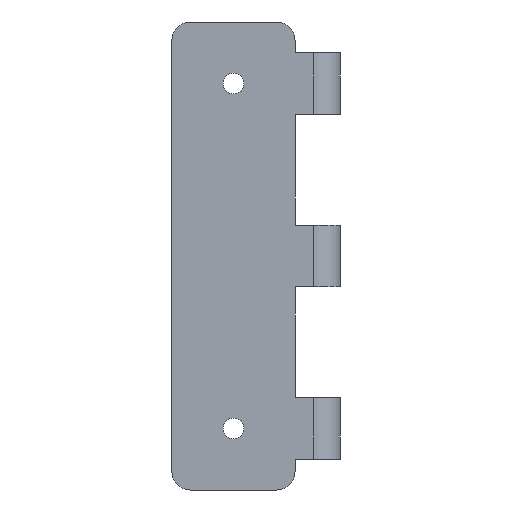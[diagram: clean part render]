
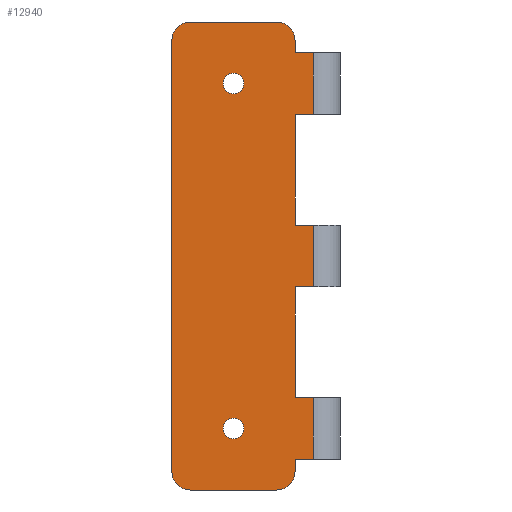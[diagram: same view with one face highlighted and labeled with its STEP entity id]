
A CAD part, left-side view. The second image highlights one B-rep face of the part: STEP entity #12940.
In plain terms, the highlighted planar face has unit normal (-1, 0, 0).
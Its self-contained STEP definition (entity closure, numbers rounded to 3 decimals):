
#480=CARTESIAN_POINT('',(0.,11.,-336.));
#490=DIRECTION('',(0.,0.,-1.));
#500=VECTOR('',#490,1.);
#510=LINE('',#480,#500);
#520=CARTESIAN_POINT('',(0.,11.,-318.5));
#530=VERTEX_POINT('',#520);
#540=CARTESIAN_POINT('',(0.,11.,-321.5));
#550=VERTEX_POINT('',#540);
#560=EDGE_CURVE('',#530,#550,#510,.T.);
#1360=CARTESIAN_POINT('',(0.,6.5,-276.5));
#1370=VERTEX_POINT('',#1360);
#1400=CARTESIAN_POINT('',(0.,6.5,-294.));
#1410=DIRECTION('',(0.,0.,1.));
#1420=VECTOR('',#1410,1.);
#1430=LINE('',#1400,#1420);
#1440=CARTESIAN_POINT('',(0.,6.5,-261.5));
#1450=VERTEX_POINT('',#1440);
#1460=EDGE_CURVE('',#1370,#1450,#1430,.T.);
#1630=CARTESIAN_POINT('',(0.,36.5,-321.5));
#1640=DIRECTION('',(-1.,0.,0.));
#1650=DIRECTION('',(0.,1.,0.));
#1660=AXIS2_PLACEMENT_3D('',#1630,#1640,#1650);
#1670=CIRCLE('',#1660,4.5);
#1680=CARTESIAN_POINT('',(0.,41.,-321.5));
#1690=VERTEX_POINT('',#1680);
#1700=CARTESIAN_POINT('',(0.,36.5,-326.));
#1710=VERTEX_POINT('',#1700);
#1720=EDGE_CURVE('',#1690,#1710,#1670,.T.);
#2090=CARTESIAN_POINT('',(0.,11.,-303.5));
#2100=VERTEX_POINT('',#2090);
#2150=CARTESIAN_POINT('',(0.,11.,-294.));
#2160=DIRECTION('',(0.,0.,-1.));
#2170=VECTOR('',#2160,1.);
#2180=LINE('',#2150,#2170);
#2190=CARTESIAN_POINT('',(0.,11.,-276.5));
#2200=VERTEX_POINT('',#2190);
#2210=EDGE_CURVE('',#2200,#2100,#2180,.T.);
#2460=CARTESIAN_POINT('',(0.,0.,-326.));
#2470=DIRECTION('',(0.,1.,0.));
#2480=VECTOR('',#2470,1.);
#2490=LINE('',#2460,#2480);
#2500=CARTESIAN_POINT('',(0.,15.5,-326.));
#2510=VERTEX_POINT('',#2500);
#2520=EDGE_CURVE('',#2510,#1710,#2490,.T.);
#2840=CARTESIAN_POINT('',(0.,15.5,-321.5));
#2850=DIRECTION('',(1.,0.,0.));
#2860=DIRECTION('',(0.,-1.,0.));
#2870=AXIS2_PLACEMENT_3D('',#2840,#2850,#2860);
#2880=CIRCLE('',#2870,4.5);
#2890=EDGE_CURVE('',#550,#2510,#2880,.T.);
#3040=CARTESIAN_POINT('',(0.,26.,-313.5));
#3050=VERTEX_POINT('',#3040);
#3230=CARTESIAN_POINT('',(0.,26.,-308.5));
#3240=VERTEX_POINT('',#3230);
#3270=CARTESIAN_POINT('',(0.,26.,-311.));
#3280=DIRECTION('',(1.,0.,0.));
#3290=DIRECTION('',(0.,0.,-1.));
#3300=AXIS2_PLACEMENT_3D('',#3270,#3280,#3290);
#3310=CIRCLE('',#3300,2.5);
#3320=EDGE_CURVE('',#3240,#3050,#3310,.T.);
#3570=CARTESIAN_POINT('',(0.,6.5,-234.5));
#3580=VERTEX_POINT('',#3570);
#3610=CARTESIAN_POINT('',(0.,6.5,-252.));
#3620=DIRECTION('',(0.,0.,1.));
#3630=VECTOR('',#3620,1.);
#3640=LINE('',#3610,#3630);
#3650=CARTESIAN_POINT('',(0.,6.5,-219.5));
#3660=VERTEX_POINT('',#3650);
#3670=EDGE_CURVE('',#3580,#3660,#3640,.T.);
#3990=CARTESIAN_POINT('',(0.,6.5,-318.5));
#4000=VERTEX_POINT('',#3990);
#4030=CARTESIAN_POINT('',(0.,6.5,-336.));
#4040=DIRECTION('',(0.,0.,1.));
#4050=VECTOR('',#4040,1.);
#4060=LINE('',#4030,#4050);
#4070=CARTESIAN_POINT('',(0.,6.5,-303.5));
#4080=VERTEX_POINT('',#4070);
#4090=EDGE_CURVE('',#4000,#4080,#4060,.T.);
#6310=CARTESIAN_POINT('',(0.,11.,-234.5));
#6320=VERTEX_POINT('',#6310);
#6350=CARTESIAN_POINT('',(0.,0.,-234.5));
#6360=DIRECTION('',(0.,1.,0.));
#6370=VECTOR('',#6360,1.);
#6380=LINE('',#6350,#6370);
#6390=EDGE_CURVE('',#3580,#6320,#6380,.T.);
#6680=CARTESIAN_POINT('',(0.,11.,-261.5));
#6690=VERTEX_POINT('',#6680);
#6720=CARTESIAN_POINT('',(0.,11.,-252.));
#6730=DIRECTION('',(0.,0.,-1.));
#6740=VECTOR('',#6730,1.);
#6750=LINE('',#6720,#6740);
#6760=EDGE_CURVE('',#6320,#6690,#6750,.T.);
#7990=CARTESIAN_POINT('',(0.,0.,-219.5));
#8000=DIRECTION('',(0.,-1.,0.));
#8010=VECTOR('',#8000,1.);
#8020=LINE('',#7990,#8010);
#8030=CARTESIAN_POINT('',(0.,11.,-219.5));
#8040=VERTEX_POINT('',#8030);
#8050=EDGE_CURVE('',#8040,#3660,#8020,.T.);
#8860=CARTESIAN_POINT('',(0.,0.,-318.5));
#8870=DIRECTION('',(0.,1.,0.));
#8880=VECTOR('',#8870,1.);
#8890=LINE('',#8860,#8880);
#8900=EDGE_CURVE('',#4000,#530,#8890,.T.);
#9460=CARTESIAN_POINT('',(0.,0.,-303.5));
#9470=DIRECTION('',(0.,-1.,0.));
#9480=VECTOR('',#9470,1.);
#9490=LINE('',#9460,#9480);
#9500=EDGE_CURVE('',#2100,#4080,#9490,.T.);
#9690=CARTESIAN_POINT('',(0.,36.5,-212.));
#9700=VERTEX_POINT('',#9690);
#9780=CARTESIAN_POINT('',(0.,15.5,-212.));
#9790=VERTEX_POINT('',#9780);
#9820=CARTESIAN_POINT('',(-0.,0.,-212.));
#9830=DIRECTION('',(-0.,-1.,0.));
#9840=VECTOR('',#9830,1.);
#9850=LINE('',#9820,#9840);
#9860=EDGE_CURVE('',#9700,#9790,#9850,.T.);
#10000=CARTESIAN_POINT('',(0.,26.,-229.5));
#10010=VERTEX_POINT('',#10000);
#10090=CARTESIAN_POINT('',(0.,26.,-224.5));
#10100=VERTEX_POINT('',#10090);
#10130=CARTESIAN_POINT('',(0.,26.,-227.));
#10140=DIRECTION('',(1.,0.,0.));
#10150=DIRECTION('',(0.,0.,-1.));
#10160=AXIS2_PLACEMENT_3D('',#10130,#10140,#10150);
#10170=CIRCLE('',#10160,2.5);
#10180=EDGE_CURVE('',#10100,#10010,#10170,.T.);
#10280=EDGE_CURVE('',#3050,#3240,#3310,.T.);
#10410=EDGE_CURVE('',#10010,#10100,#10170,.T.);
#10560=CARTESIAN_POINT('',(0.,11.,-210.));
#10570=DIRECTION('',(0.,0.,-1.));
#10580=VECTOR('',#10570,1.);
#10590=LINE('',#10560,#10580);
#10600=CARTESIAN_POINT('',(0.,11.,-216.5));
#10610=VERTEX_POINT('',#10600);
#10620=EDGE_CURVE('',#10610,#8040,#10590,.T.);
#10870=CARTESIAN_POINT('',(0.,0.,-261.5));
#10880=DIRECTION('',(0.,-1.,0.));
#10890=VECTOR('',#10880,1.);
#10900=LINE('',#10870,#10890);
#10910=EDGE_CURVE('',#6690,#1450,#10900,.T.);
#11840=CARTESIAN_POINT('',(0.,41.,-126.));
#11850=DIRECTION('',(0.,0.,-1.));
#11860=VECTOR('',#11850,1.);
#11870=LINE('',#11840,#11860);
#11880=CARTESIAN_POINT('',(0.,41.,-216.5));
#11890=VERTEX_POINT('',#11880);
#11900=EDGE_CURVE('',#11890,#1690,#11870,.T.);
#12170=CARTESIAN_POINT('',(0.,0.,-276.5));
#12180=DIRECTION('',(0.,1.,0.));
#12190=VECTOR('',#12180,1.);
#12200=LINE('',#12170,#12190);
#12210=EDGE_CURVE('',#1370,#2200,#12200,.T.);
#12470=CARTESIAN_POINT('',(0.,6.5,-126.));
#12480=DIRECTION('',(-1.,0.,0.));
#12490=DIRECTION('',(0.,1.,0.));
#12500=AXIS2_PLACEMENT_3D('',#12470,#12480,#12490);
#12510=PLANE('',#12500);
#12520=ORIENTED_EDGE('',*,*,#10410,.T.);
#12530=ORIENTED_EDGE('',*,*,#10180,.T.);
#12540=EDGE_LOOP('',(#12530,#12520));
#12550=FACE_BOUND('',#12540,.T.);
#12560=ORIENTED_EDGE('',*,*,#10280,.T.);
#12570=ORIENTED_EDGE('',*,*,#3320,.T.);
#12580=EDGE_LOOP('',(#12570,#12560));
#12590=FACE_BOUND('',#12580,.T.);
#12600=ORIENTED_EDGE('',*,*,#1720,.T.);
#12610=ORIENTED_EDGE('',*,*,#11900,.T.);
#12620=CARTESIAN_POINT('',(0.,36.5,-216.5));
#12630=DIRECTION('',(1.,0.,0.));
#12640=DIRECTION('',(0.,-1.,0.));
#12650=AXIS2_PLACEMENT_3D('',#12620,#12630,#12640);
#12660=CIRCLE('',#12650,4.5);
#12670=EDGE_CURVE('',#11890,#9700,#12660,.T.);
#12680=ORIENTED_EDGE('',*,*,#12670,.F.);
#12690=ORIENTED_EDGE('',*,*,#9860,.F.);
#12700=CARTESIAN_POINT('',(0.,15.5,-216.5));
#12710=DIRECTION('',(-1.,0.,0.));
#12720=DIRECTION('',(0.,1.,0.));
#12730=AXIS2_PLACEMENT_3D('',#12700,#12710,#12720);
#12740=CIRCLE('',#12730,4.5);
#12750=EDGE_CURVE('',#10610,#9790,#12740,.T.);
#12760=ORIENTED_EDGE('',*,*,#12750,.T.);
#12770=ORIENTED_EDGE('',*,*,#10620,.F.);
#12780=ORIENTED_EDGE('',*,*,#8050,.F.);
#12790=ORIENTED_EDGE('',*,*,#3670,.T.);
#12800=ORIENTED_EDGE('',*,*,#6390,.F.);
#12810=ORIENTED_EDGE('',*,*,#6760,.F.);
#12820=ORIENTED_EDGE('',*,*,#10910,.F.);
#12830=ORIENTED_EDGE('',*,*,#1460,.T.);
#12840=ORIENTED_EDGE('',*,*,#12210,.F.);
#12850=ORIENTED_EDGE('',*,*,#2210,.F.);
#12860=ORIENTED_EDGE('',*,*,#9500,.F.);
#12870=ORIENTED_EDGE('',*,*,#4090,.T.);
#12880=ORIENTED_EDGE('',*,*,#8900,.F.);
#12890=ORIENTED_EDGE('',*,*,#560,.F.);
#12900=ORIENTED_EDGE('',*,*,#2890,.F.);
#12910=ORIENTED_EDGE('',*,*,#2520,.F.);
#12920=EDGE_LOOP('',(#12910,#12900,#12890,#12880,#12870,#12860,#12850,
#12840,#12830,#12820,#12810,#12800,#12790,#12780,#12770,#12760,#12690,
#12680,#12610,#12600));
#12930=FACE_OUTER_BOUND('',#12920,.T.);
#12940=ADVANCED_FACE('',(#12550,#12590,#12930),#12510,.T.);
